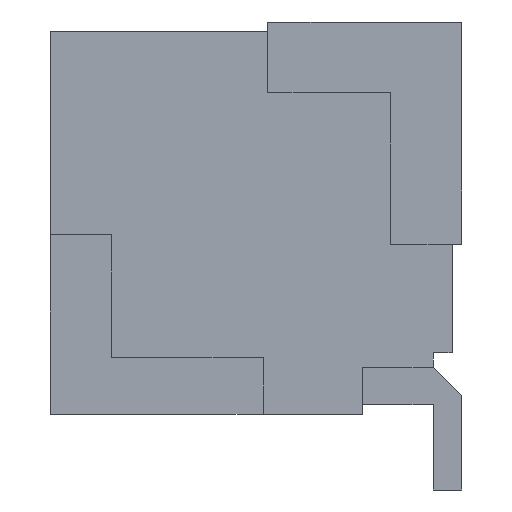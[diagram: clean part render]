
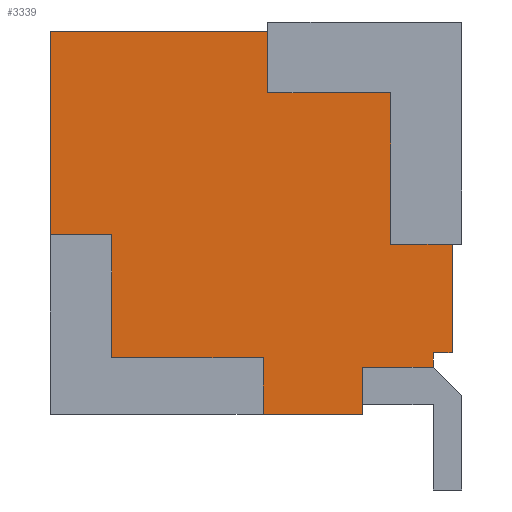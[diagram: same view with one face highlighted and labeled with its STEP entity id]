
A CAD part, left-side view. The second image highlights one B-rep face of the part: STEP entity #3339.
In plain terms, the highlighted planar face has unit normal (-1, 0, 0).
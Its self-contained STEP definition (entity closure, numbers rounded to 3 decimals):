
#156=FACE_OUTER_BOUND('',#322,.T.);
#322=EDGE_LOOP('',(#2784,#2785,#2786,#2787,#2788,#2789,#2790,#2791,#2792,
#2793,#2794,#2795,#2796,#2797,#2798,#2799));
#512=LINE('',#4643,#969);
#528=LINE('',#4675,#985);
#575=LINE('',#4768,#1032);
#581=LINE('',#4781,#1038);
#700=LINE('',#5011,#1157);
#710=LINE('',#5030,#1167);
#716=LINE('',#5042,#1173);
#750=LINE('',#5115,#1207);
#759=LINE('',#5136,#1216);
#761=LINE('',#5140,#1218);
#763=LINE('',#5143,#1220);
#764=LINE('',#5146,#1221);
#765=LINE('',#5148,#1222);
#766=LINE('',#5150,#1223);
#767=LINE('',#5152,#1224);
#768=LINE('',#5153,#1225);
#969=VECTOR('',#3795,2.3);
#985=VECTOR('',#3813,0.5);
#1032=VECTOR('',#3868,0.75);
#1038=VECTOR('',#3876,1.05);
#1157=VECTOR('',#4063,0.15);
#1167=VECTOR('',#4079,0.6);
#1173=VECTOR('',#4089,2.15);
#1207=VECTOR('',#4185,0.2);
#1216=VECTOR('',#4208,1.6);
#1218=VECTOR('',#4212,1.3);
#1220=VECTOR('',#4216,0.65);
#1221=VECTOR('',#4219,1.15);
#1222=VECTOR('',#4220,0.65);
#1223=VECTOR('',#4221,1.6);
#1224=VECTOR('',#4222,1.3);
#1225=VECTOR('',#4223,0.65);
#1377=VERTEX_POINT('',#4640);
#1378=VERTEX_POINT('',#4642);
#1392=VERTEX_POINT('',#4672);
#1393=VERTEX_POINT('',#4674);
#1435=VERTEX_POINT('',#4766);
#1441=VERTEX_POINT('',#4780);
#1518=VERTEX_POINT('',#5009);
#1524=VERTEX_POINT('',#5029);
#1528=VERTEX_POINT('',#5041);
#1536=VERTEX_POINT('',#5113);
#1541=VERTEX_POINT('',#5135);
#1542=VERTEX_POINT('',#5139);
#1543=VERTEX_POINT('',#5145);
#1544=VERTEX_POINT('',#5147);
#1545=VERTEX_POINT('',#5149);
#1546=VERTEX_POINT('',#5151);
#1725=EDGE_CURVE('',#1378,#1377,#512,.T.);
#1741=EDGE_CURVE('',#1392,#1393,#528,.T.);
#1788=EDGE_CURVE('',#1435,#1392,#575,.T.);
#1794=EDGE_CURVE('',#1393,#1441,#581,.T.);
#1913=EDGE_CURVE('',#1518,#1435,#700,.T.);
#1923=EDGE_CURVE('',#1441,#1524,#710,.T.);
#1929=EDGE_CURVE('',#1377,#1528,#716,.T.);
#1963=EDGE_CURVE('',#1518,#1536,#750,.T.);
#1972=EDGE_CURVE('',#1524,#1541,#759,.T.);
#1974=EDGE_CURVE('',#1541,#1542,#761,.T.);
#1976=EDGE_CURVE('',#1542,#1528,#763,.T.);
#1977=EDGE_CURVE('',#1543,#1536,#764,.T.);
#1978=EDGE_CURVE('',#1544,#1543,#765,.T.);
#1979=EDGE_CURVE('',#1545,#1544,#766,.T.);
#1980=EDGE_CURVE('',#1546,#1545,#767,.T.);
#1981=EDGE_CURVE('',#1378,#1546,#768,.T.);
#2784=ORIENTED_EDGE('',*,*,#1974,.F.);
#2785=ORIENTED_EDGE('',*,*,#1972,.F.);
#2786=ORIENTED_EDGE('',*,*,#1923,.F.);
#2787=ORIENTED_EDGE('',*,*,#1794,.F.);
#2788=ORIENTED_EDGE('',*,*,#1741,.F.);
#2789=ORIENTED_EDGE('',*,*,#1788,.F.);
#2790=ORIENTED_EDGE('',*,*,#1913,.F.);
#2791=ORIENTED_EDGE('',*,*,#1963,.T.);
#2792=ORIENTED_EDGE('',*,*,#1977,.F.);
#2793=ORIENTED_EDGE('',*,*,#1978,.F.);
#2794=ORIENTED_EDGE('',*,*,#1979,.F.);
#2795=ORIENTED_EDGE('',*,*,#1980,.F.);
#2796=ORIENTED_EDGE('',*,*,#1981,.F.);
#2797=ORIENTED_EDGE('',*,*,#1725,.T.);
#2798=ORIENTED_EDGE('',*,*,#1929,.T.);
#2799=ORIENTED_EDGE('',*,*,#1976,.F.);
#3068=PLANE('',#3503);
#3339=ADVANCED_FACE('',(#156),#3068,.F.);
#3503=AXIS2_PLACEMENT_3D('',#5144,#4217,#4218);
#3795=DIRECTION('',(0.,1.,0.));
#3813=DIRECTION('',(0.,0.,-1.));
#3868=DIRECTION('',(0.,1.,0.));
#3876=DIRECTION('',(0.,1.,0.));
#4063=DIRECTION('',(0.,0.,-1.));
#4079=DIRECTION('',(0.,0.,1.));
#4089=DIRECTION('',(0.,0.,-1.));
#4185=DIRECTION('',(0.,-1.,0.));
#4208=DIRECTION('',(0.,1.,0.));
#4212=DIRECTION('',(0.,0.,1.));
#4216=DIRECTION('',(0.,1.,0.));
#4217=DIRECTION('center_axis',(1.,0.,0.));
#4218=DIRECTION('ref_axis',(0.,0.,-1.));
#4219=DIRECTION('',(0.,0.,-1.));
#4220=DIRECTION('',(0.,-1.,0.));
#4221=DIRECTION('',(0.,0.,-1.));
#4222=DIRECTION('',(0.,-1.,0.));
#4223=DIRECTION('',(0.,0.,-1.));
#4640=CARTESIAN_POINT('',(-6.625,4.25,0.));
#4642=CARTESIAN_POINT('',(-6.625,1.95,0.));
#4643=CARTESIAN_POINT('',(-6.625,2.05,0.));
#4672=CARTESIAN_POINT('',(-6.625,0.95,-3.55));
#4674=CARTESIAN_POINT('',(-6.625,0.95,-4.05));
#4675=CARTESIAN_POINT('',(-6.625,0.95,-2.025));
#4766=CARTESIAN_POINT('',(-6.625,0.2,-3.55));
#4768=CARTESIAN_POINT('',(-6.625,2.125,-3.55));
#4780=CARTESIAN_POINT('',(-6.625,2.,-4.05));
#4781=CARTESIAN_POINT('',(-6.625,2.125,-4.05));
#5009=CARTESIAN_POINT('',(-6.625,0.2,-3.4));
#5011=CARTESIAN_POINT('',(-6.625,0.2,-2.025));
#5029=CARTESIAN_POINT('',(-6.625,2.,-3.45));
#5030=CARTESIAN_POINT('',(-6.625,2.,-2.025));
#5041=CARTESIAN_POINT('',(-6.625,4.25,-2.15));
#5042=CARTESIAN_POINT('',(-6.625,4.25,-2.025));
#5113=CARTESIAN_POINT('',(-6.625,0.,-3.4));
#5115=CARTESIAN_POINT('',(-6.625,0.1,-3.4));
#5135=CARTESIAN_POINT('',(-6.625,3.6,-3.45));
#5136=CARTESIAN_POINT('',(-6.625,2.8,-3.45));
#5139=CARTESIAN_POINT('',(-6.625,3.6,-2.15));
#5140=CARTESIAN_POINT('',(-6.625,3.6,-2.8));
#5143=CARTESIAN_POINT('',(-6.625,3.925,-2.15));
#5144=CARTESIAN_POINT('Origin',(-6.625,0.,0.));
#5145=CARTESIAN_POINT('',(-6.625,0.,-2.25));
#5146=CARTESIAN_POINT('',(-6.625,0.,-2.025));
#5147=CARTESIAN_POINT('',(-6.625,0.65,-2.25));
#5148=CARTESIAN_POINT('',(-6.625,2.125,-2.25));
#5149=CARTESIAN_POINT('',(-6.625,0.65,-0.65));
#5150=CARTESIAN_POINT('',(-6.625,0.65,-2.025));
#5151=CARTESIAN_POINT('',(-6.625,1.95,-0.65));
#5152=CARTESIAN_POINT('',(-6.625,2.125,-0.65));
#5153=CARTESIAN_POINT('',(-6.625,1.95,-2.025));
